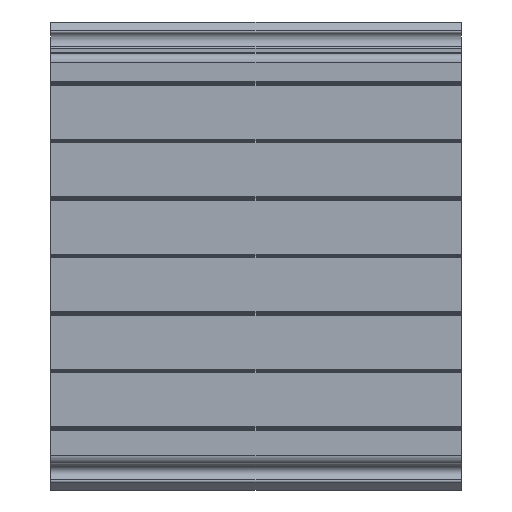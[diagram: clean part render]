
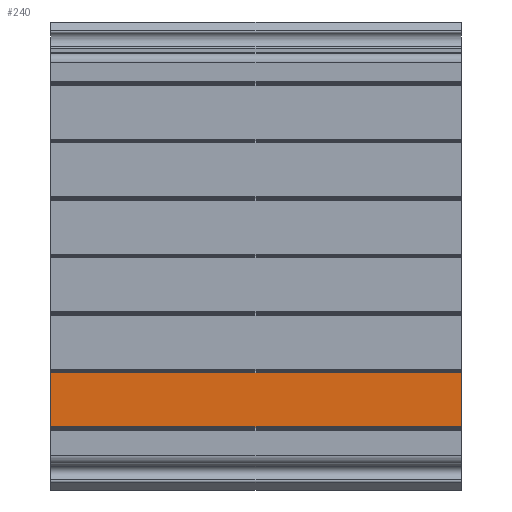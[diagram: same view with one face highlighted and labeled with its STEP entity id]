
A CAD part, left-side view. The second image highlights one B-rep face of the part: STEP entity #240.
In plain terms, the highlighted planar face has unit normal (-1, 0, 0).
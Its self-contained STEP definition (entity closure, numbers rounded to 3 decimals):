
#240 = ADVANCED_FACE( '', ( #572 ), #573, .T. );
#572 = FACE_OUTER_BOUND( '', #993, .T. );
#573 = PLANE( '', #994 );
#993 = EDGE_LOOP( '', ( #1735, #1736, #1737, #1738 ) );
#994 = AXIS2_PLACEMENT_3D( '', #1739, #1740, #1741 );
#1735 = ORIENTED_EDGE( '', *, *, #2866, .F. );
#1736 = ORIENTED_EDGE( '', *, *, #2938, .F. );
#1737 = ORIENTED_EDGE( '', *, *, #2939, .T. );
#1738 = ORIENTED_EDGE( '', *, *, #2940, .T. );
#1739 = CARTESIAN_POINT( '', ( -6., 100., -28.4 ) );
#1740 = DIRECTION( '', ( -1., 0., 0. ) );
#1741 = DIRECTION( '', ( 0., 0., 1. ) );
#2866 = EDGE_CURVE( '', #3564, #3566, #3567, .T. );
#2938 = EDGE_CURVE( '', #3686, #3564, #3687, .T. );
#2939 = EDGE_CURVE( '', #3686, #3688, #3689, .T. );
#2940 = EDGE_CURVE( '', #3688, #3566, #3690, .T. );
#3564 = VERTEX_POINT( '', #4502 );
#3566 = VERTEX_POINT( '', #4504 );
#3567 = LINE( '', #4505, #4506 );
#3686 = VERTEX_POINT( '', #4655 );
#3687 = LINE( '', #4656, #4657 );
#3688 = VERTEX_POINT( '', #4658 );
#3689 = LINE( '', #4659, #4660 );
#3690 = LINE( '', #4661, #4662 );
#4502 = CARTESIAN_POINT( '', ( -6., 0., -28.4 ) );
#4504 = CARTESIAN_POINT( '', ( -6., 0., -41.6 ) );
#4505 = CARTESIAN_POINT( '', ( -6., 0., -28.4 ) );
#4506 = VECTOR( '', #5371, 1000. );
#4655 = CARTESIAN_POINT( '', ( -6., 100., -28.4 ) );
#4656 = CARTESIAN_POINT( '', ( -6., 100., -28.4 ) );
#4657 = VECTOR( '', #5522, 1000. );
#4658 = CARTESIAN_POINT( '', ( -6., 100., -41.6 ) );
#4659 = CARTESIAN_POINT( '', ( -6., 100., -28.4 ) );
#4660 = VECTOR( '', #5523, 1000. );
#4661 = CARTESIAN_POINT( '', ( -6., 100., -41.6 ) );
#4662 = VECTOR( '', #5524, 1000. );
#5371 = DIRECTION( '', ( 0., 0., -1. ) );
#5522 = DIRECTION( '', ( 0., -1., 0. ) );
#5523 = DIRECTION( '', ( 0., 0., -1. ) );
#5524 = DIRECTION( '', ( 0., -1., 0. ) );
